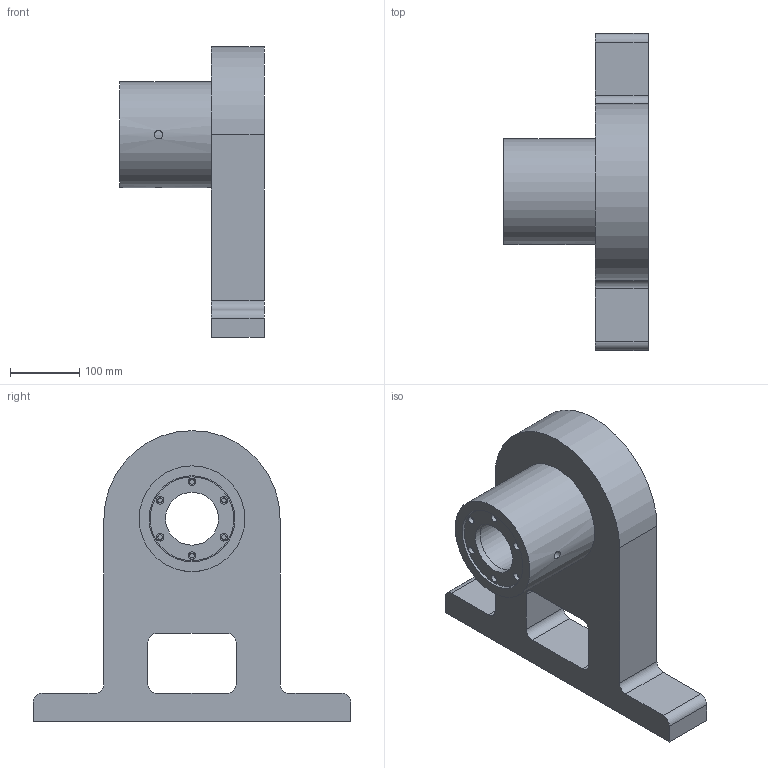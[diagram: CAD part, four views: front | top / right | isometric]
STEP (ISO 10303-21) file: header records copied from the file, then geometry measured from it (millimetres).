
FILE_DESCRIPTION(/* description */ (''),/* implementation_level */ '2;1');
FILE_NAME(/* name */ 'TS3500.step',/* time_stamp */ '2024-04-01T11:49:09-04:00',/* author */ (''),/* organization */ (''),/* preprocessor_version */ 'ST-DEVELOPER v20',/* originating_system */ 'Autodesk Translation Framework v12.20.1.177',/* authorisation */ '');
FILE_SCHEMA (('AUTOMOTIVE_DESIGN { 1 0 10303 214 3 1 1 }'));
Length unit declared in the file: inch
Products named in the file (7): TS3500; TS3500 T Slot Option (1); Outboard Support (1); Large Brake Housing (1); Large Brake Bushing (1); Shaft (1); Component47
Assembly tree (6 placements, depth 4):
  TS3500
    TS3500 T Slot Option (1)
      Outboard Support (1)
      Large Brake Housing (1)
      Large Brake Bushing (1)
      Shaft (1)
        Component47
Bounding box: 208.28 x 457.2 x 419.1 mm (x, y, z)
Volume: 8792018.6 mm3; surface area: 558768.3 mm2
Topology: 3 solids, 3 shells, 55 faces, 127 edges, 85 vertices
Faces by surface type: cylinder 30, plane 25
Full cylindrical faces by diameter (mm): 6.756 x6, 11.112 x6, 11.176 x1, 12.192 x1, 76.2 x2, 95.25 x1, 101.6 x1, 120.65 x1, 123.825 x1, 152.4 x1
Entity records: 1979 total; most frequent: CARTESIAN_POINT 423, DIRECTION 314, ORIENTED_EDGE 254, EDGE_CURVE 127, AXIS2_PLACEMENT_3D 125, EDGE_LOOP 86, VERTEX_POINT 85, LINE 64
